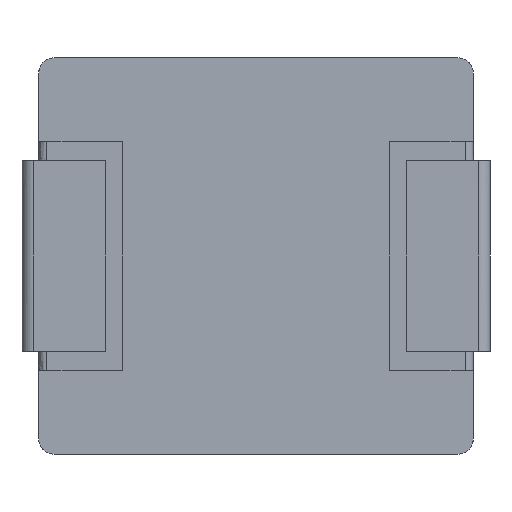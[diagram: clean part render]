
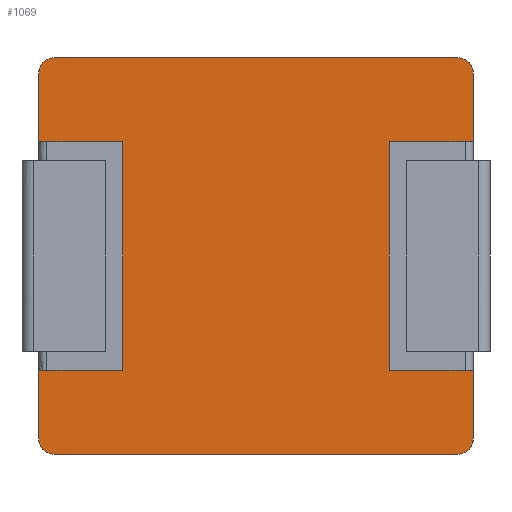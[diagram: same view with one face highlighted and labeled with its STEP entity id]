
A CAD part, front view. The second image highlights one B-rep face of the part: STEP entity #1069.
In plain terms, the highlighted free-form (B-spline) face has degree [1, 1] with [2, 2] control points.
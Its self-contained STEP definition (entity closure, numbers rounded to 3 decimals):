
#728 = VERTEX_POINT('',#729);
#729 = CARTESIAN_POINT('',(3.004,0.,1.581));
#742 = VERTEX_POINT('',#743);
#743 = CARTESIAN_POINT('',(3.004,0.,-1.581));
#748 = EDGE_CURVE('',#742,#749,#751,.T.);
#749 = VERTEX_POINT('',#750);
#750 = CARTESIAN_POINT('',(3.004,0.,-2.529));
#751 = B_SPLINE_CURVE_WITH_KNOTS('',1,(#752,#753),.UNSPECIFIED.,.F.,.F.,
  (2,2),(-1.1,-0.2),.PIECEWISE_BEZIER_KNOTS.);
#752 = CARTESIAN_POINT('',(3.004,0.,-1.581));
#753 = CARTESIAN_POINT('',(3.004,0.,-2.529));
#762 = VERTEX_POINT('',#763);
#763 = CARTESIAN_POINT('',(3.004,0.,2.529));
#768 = EDGE_CURVE('',#762,#728,#769,.T.);
#769 = B_SPLINE_CURVE_WITH_KNOTS('',1,(#770,#771),.UNSPECIFIED.,.F.,.F.,
  (2,2),(-5.,-4.1),.PIECEWISE_BEZIER_KNOTS.);
#770 = CARTESIAN_POINT('',(3.004,0.,2.529));
#771 = CARTESIAN_POINT('',(3.004,0.,1.581));
#997 = VERTEX_POINT('',#998);
#998 = CARTESIAN_POINT('',(-3.004,0.,1.581));
#1003 = EDGE_CURVE('',#997,#1004,#1006,.T.);
#1004 = VERTEX_POINT('',#1005);
#1005 = CARTESIAN_POINT('',(-3.004,0.,2.529));
#1006 = B_SPLINE_CURVE_WITH_KNOTS('',1,(#1007,#1008),.UNSPECIFIED.,.F.,
  .F.,(2,2),(4.1,5.),.PIECEWISE_BEZIER_KNOTS.);
#1007 = CARTESIAN_POINT('',(-3.004,0.,1.581));
#1008 = CARTESIAN_POINT('',(-3.004,0.,2.529));
#1017 = VERTEX_POINT('',#1018);
#1018 = CARTESIAN_POINT('',(-3.004,0.,-2.529));
#1023 = EDGE_CURVE('',#1017,#1024,#1026,.T.);
#1024 = VERTEX_POINT('',#1025);
#1025 = CARTESIAN_POINT('',(-3.004,0.,-1.581));
#1026 = B_SPLINE_CURVE_WITH_KNOTS('',1,(#1027,#1028),.UNSPECIFIED.,.F.,
  .F.,(2,2),(0.2,1.1),.PIECEWISE_BEZIER_KNOTS.);
#1027 = CARTESIAN_POINT('',(-3.004,0.,-2.529));
#1028 = CARTESIAN_POINT('',(-3.004,0.,-1.581));
#1069 = ADVANCED_FACE('',(#1070),#1156,.F.);
#1070 = FACE_BOUND('',#1071,.T.);
#1071 = EDGE_LOOP('',(#1072,#1081,#1087,#1088,#1095,#1102,#1107,#1108,
    #1116,#1123,#1129,#1130,#1137,#1144,#1149,#1150));
#1072 = ORIENTED_EDGE('',*,*,#1073,.F.);
#1073 = EDGE_CURVE('',#1074,#1076,#1078,.T.);
#1074 = VERTEX_POINT('',#1075);
#1075 = CARTESIAN_POINT('',(-2.793,0.,2.74));
#1076 = VERTEX_POINT('',#1077);
#1077 = CARTESIAN_POINT('',(2.793,0.,2.74));
#1078 = B_SPLINE_CURVE_WITH_KNOTS('',1,(#1079,#1080),.UNSPECIFIED.,.F.,
  .F.,(2,2),(0.2,5.5),.PIECEWISE_BEZIER_KNOTS.);
#1079 = CARTESIAN_POINT('',(-2.793,0.,2.74));
#1080 = CARTESIAN_POINT('',(2.793,0.,2.74));
#1081 = ORIENTED_EDGE('',*,*,#1082,.T.);
#1082 = EDGE_CURVE('',#1074,#1004,#1083,.T.);
#1083 = ( BOUNDED_CURVE() B_SPLINE_CURVE(2,(#1084,#1085,#1086),
.UNSPECIFIED.,.F.,.F.) B_SPLINE_CURVE_WITH_KNOTS((3,3),(0.,
1.571),.PIECEWISE_BEZIER_KNOTS.) CURVE() 
GEOMETRIC_REPRESENTATION_ITEM() RATIONAL_B_SPLINE_CURVE((1.,
0.707,1.)) REPRESENTATION_ITEM('') );
#1084 = CARTESIAN_POINT('',(-2.793,0.,2.74));
#1085 = CARTESIAN_POINT('',(-3.004,0.,2.74));
#1086 = CARTESIAN_POINT('',(-3.004,0.,2.529));
#1087 = ORIENTED_EDGE('',*,*,#1003,.F.);
#1088 = ORIENTED_EDGE('',*,*,#1089,.T.);
#1089 = EDGE_CURVE('',#997,#1090,#1092,.T.);
#1090 = VERTEX_POINT('',#1091);
#1091 = CARTESIAN_POINT('',(-1.844,0.,1.581));
#1092 = B_SPLINE_CURVE_WITH_KNOTS('',1,(#1093,#1094),.UNSPECIFIED.,.F.,
  .F.,(2,2),(-2.85,-1.75),.PIECEWISE_BEZIER_KNOTS.);
#1093 = CARTESIAN_POINT('',(-3.004,0.,1.581));
#1094 = CARTESIAN_POINT('',(-1.844,0.,1.581));
#1095 = ORIENTED_EDGE('',*,*,#1096,.F.);
#1096 = EDGE_CURVE('',#1097,#1090,#1099,.T.);
#1097 = VERTEX_POINT('',#1098);
#1098 = CARTESIAN_POINT('',(-1.844,0.,-1.581));
#1099 = B_SPLINE_CURVE_WITH_KNOTS('',1,(#1100,#1101),.UNSPECIFIED.,.F.,
  .F.,(2,2),(-1.5,1.5),.PIECEWISE_BEZIER_KNOTS.);
#1100 = CARTESIAN_POINT('',(-1.844,0.,-1.581));
#1101 = CARTESIAN_POINT('',(-1.844,0.,1.581));
#1102 = ORIENTED_EDGE('',*,*,#1103,.F.);
#1103 = EDGE_CURVE('',#1024,#1097,#1104,.T.);
#1104 = B_SPLINE_CURVE_WITH_KNOTS('',1,(#1105,#1106),.UNSPECIFIED.,.F.,
  .F.,(2,2),(-2.85,-1.75),.PIECEWISE_BEZIER_KNOTS.);
#1105 = CARTESIAN_POINT('',(-3.004,0.,-1.581));
#1106 = CARTESIAN_POINT('',(-1.844,0.,-1.581));
#1107 = ORIENTED_EDGE('',*,*,#1023,.F.);
#1108 = ORIENTED_EDGE('',*,*,#1109,.T.);
#1109 = EDGE_CURVE('',#1017,#1110,#1112,.T.);
#1110 = VERTEX_POINT('',#1111);
#1111 = CARTESIAN_POINT('',(-2.793,0.,-2.74));
#1112 = ( BOUNDED_CURVE() B_SPLINE_CURVE(2,(#1113,#1114,#1115),
.UNSPECIFIED.,.F.,.F.) B_SPLINE_CURVE_WITH_KNOTS((3,3),(1.571,
3.142),.PIECEWISE_BEZIER_KNOTS.) CURVE() 
GEOMETRIC_REPRESENTATION_ITEM() RATIONAL_B_SPLINE_CURVE((1.,
0.707,1.)) REPRESENTATION_ITEM('') );
#1113 = CARTESIAN_POINT('',(-3.004,0.,-2.529));
#1114 = CARTESIAN_POINT('',(-3.004,0.,-2.74));
#1115 = CARTESIAN_POINT('',(-2.793,0.,-2.74));
#1116 = ORIENTED_EDGE('',*,*,#1117,.F.);
#1117 = EDGE_CURVE('',#1118,#1110,#1120,.T.);
#1118 = VERTEX_POINT('',#1119);
#1119 = CARTESIAN_POINT('',(2.793,0.,-2.74));
#1120 = B_SPLINE_CURVE_WITH_KNOTS('',1,(#1121,#1122),.UNSPECIFIED.,.F.,
  .F.,(2,2),(-5.5,-0.2),.PIECEWISE_BEZIER_KNOTS.);
#1121 = CARTESIAN_POINT('',(2.793,0.,-2.74));
#1122 = CARTESIAN_POINT('',(-2.793,0.,-2.74));
#1123 = ORIENTED_EDGE('',*,*,#1124,.T.);
#1124 = EDGE_CURVE('',#1118,#749,#1125,.T.);
#1125 = ( BOUNDED_CURVE() B_SPLINE_CURVE(2,(#1126,#1127,#1128),
.UNSPECIFIED.,.F.,.F.) B_SPLINE_CURVE_WITH_KNOTS((3,3),(3.142,
4.712),.PIECEWISE_BEZIER_KNOTS.) CURVE() 
GEOMETRIC_REPRESENTATION_ITEM() RATIONAL_B_SPLINE_CURVE((1.,
0.707,1.)) REPRESENTATION_ITEM('') );
#1126 = CARTESIAN_POINT('',(2.793,0.,-2.74));
#1127 = CARTESIAN_POINT('',(3.004,0.,-2.74));
#1128 = CARTESIAN_POINT('',(3.004,0.,-2.529));
#1129 = ORIENTED_EDGE('',*,*,#748,.F.);
#1130 = ORIENTED_EDGE('',*,*,#1131,.T.);
#1131 = EDGE_CURVE('',#742,#1132,#1134,.T.);
#1132 = VERTEX_POINT('',#1133);
#1133 = CARTESIAN_POINT('',(1.844,0.,-1.581));
#1134 = B_SPLINE_CURVE_WITH_KNOTS('',1,(#1135,#1136),.UNSPECIFIED.,.F.,
  .F.,(2,2),(-2.85,-1.75),.PIECEWISE_BEZIER_KNOTS.);
#1135 = CARTESIAN_POINT('',(3.004,0.,-1.581));
#1136 = CARTESIAN_POINT('',(1.844,0.,-1.581));
#1137 = ORIENTED_EDGE('',*,*,#1138,.T.);
#1138 = EDGE_CURVE('',#1132,#1139,#1141,.T.);
#1139 = VERTEX_POINT('',#1140);
#1140 = CARTESIAN_POINT('',(1.844,0.,1.581));
#1141 = B_SPLINE_CURVE_WITH_KNOTS('',1,(#1142,#1143),.UNSPECIFIED.,.F.,
  .F.,(2,2),(-1.5,1.5),.PIECEWISE_BEZIER_KNOTS.);
#1142 = CARTESIAN_POINT('',(1.844,0.,-1.581));
#1143 = CARTESIAN_POINT('',(1.844,0.,1.581));
#1144 = ORIENTED_EDGE('',*,*,#1145,.F.);
#1145 = EDGE_CURVE('',#728,#1139,#1146,.T.);
#1146 = B_SPLINE_CURVE_WITH_KNOTS('',1,(#1147,#1148),.UNSPECIFIED.,.F.,
  .F.,(2,2),(-2.85,-1.75),.PIECEWISE_BEZIER_KNOTS.);
#1147 = CARTESIAN_POINT('',(3.004,0.,1.581));
#1148 = CARTESIAN_POINT('',(1.844,0.,1.581));
#1149 = ORIENTED_EDGE('',*,*,#768,.F.);
#1150 = ORIENTED_EDGE('',*,*,#1151,.T.);
#1151 = EDGE_CURVE('',#762,#1076,#1152,.T.);
#1152 = ( BOUNDED_CURVE() B_SPLINE_CURVE(2,(#1153,#1154,#1155),
.UNSPECIFIED.,.F.,.F.) B_SPLINE_CURVE_WITH_KNOTS((3,3),(4.712,
6.283),.PIECEWISE_BEZIER_KNOTS.) CURVE() 
GEOMETRIC_REPRESENTATION_ITEM() RATIONAL_B_SPLINE_CURVE((1.,
0.707,1.)) REPRESENTATION_ITEM('') );
#1153 = CARTESIAN_POINT('',(3.004,0.,2.529));
#1154 = CARTESIAN_POINT('',(3.004,0.,2.74));
#1155 = CARTESIAN_POINT('',(2.793,0.,2.74));
#1156 = B_SPLINE_SURFACE_WITH_KNOTS('',1,1,(
    (#1157,#1158)
    ,(#1159,#1160
    )),.UNSPECIFIED.,.F.,.F.,.F.,(2,2),(2,2),(-2.6,2.6),(-2.85,2.85),
  .PIECEWISE_BEZIER_KNOTS.);
#1157 = CARTESIAN_POINT('',(-3.004,0.,-2.74));
#1158 = CARTESIAN_POINT('',(3.004,0.,-2.74));
#1159 = CARTESIAN_POINT('',(-3.004,0.,2.74));
#1160 = CARTESIAN_POINT('',(3.004,0.,2.74));
